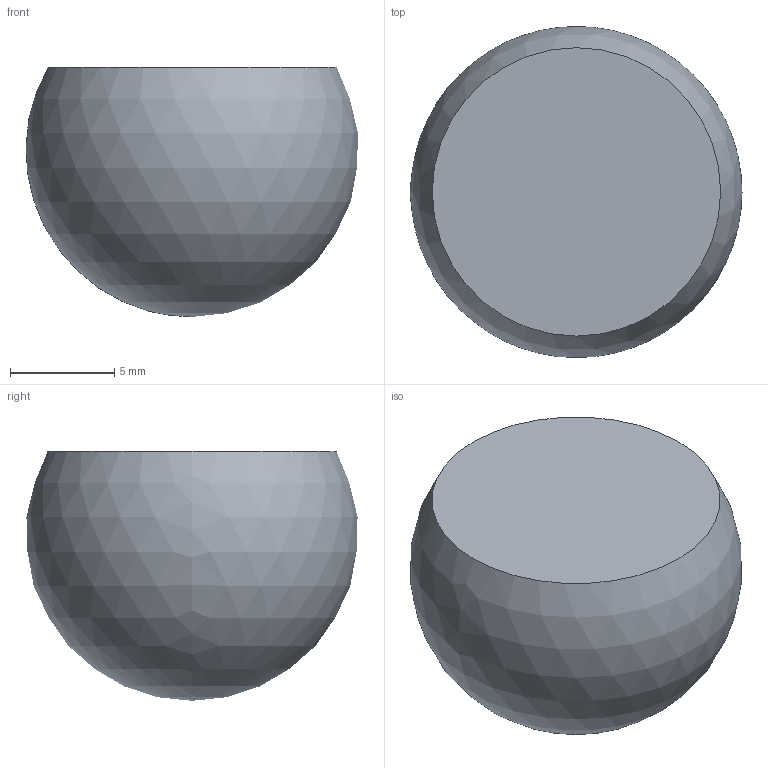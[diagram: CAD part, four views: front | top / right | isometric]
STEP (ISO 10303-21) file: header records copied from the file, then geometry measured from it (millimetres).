
FILE_DESCRIPTION(/* description */ (''),/* implementation_level */ '2;1');
FILE_NAME(/* name */ '1588578113716.stp',/* time_stamp */ '2020-05-04T13:12:08+06:00',/* author */ (''),/* organization */ ('SMS'),/* preprocessor_version */ 'ST-DEVELOPER v16.7',/* originating_system */ 'SIEMENS PLM Software NX 12.0',/* authorisation */ '');
FILE_SCHEMA (('AUTOMOTIVE_DESIGN { 1 0 10303 214 3 1 1 1 }'));
Length unit declared in the file: millimetre
Products named in the file (1): 202908585mod000_00
Bounding box: 15.95 x 15.9 x 11.99 mm (x, y, z)
Volume: 1806.5 mm3; surface area: 753.2 mm2
Topology: 1 solids, 1 shells, 2 faces, 4 edges, 6 vertices
Faces by surface type: sphere 1, plane 1
Entity records: 122 total; most frequent: CARTESIAN_POINT 24, DIRECTION 14, STYLED_ITEM 8, PRESENTATION_STYLE_ASSIGNMENT 8, AXIS2_PLACEMENT_3D 7, CURVE_STYLE 4, DRAUGHTING_PRE_DEFINED_CURVE_FONT 4, POINT_STYLE 3
